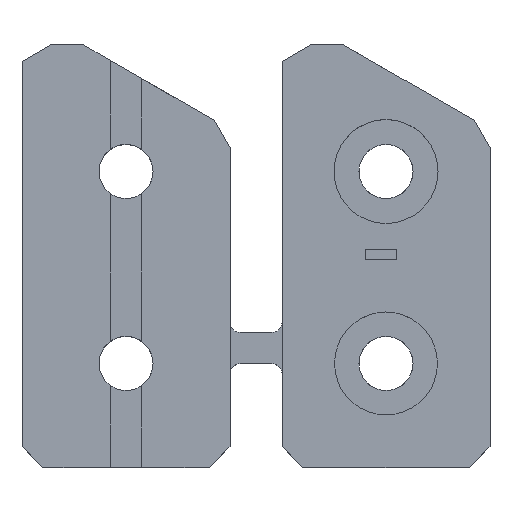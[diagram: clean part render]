
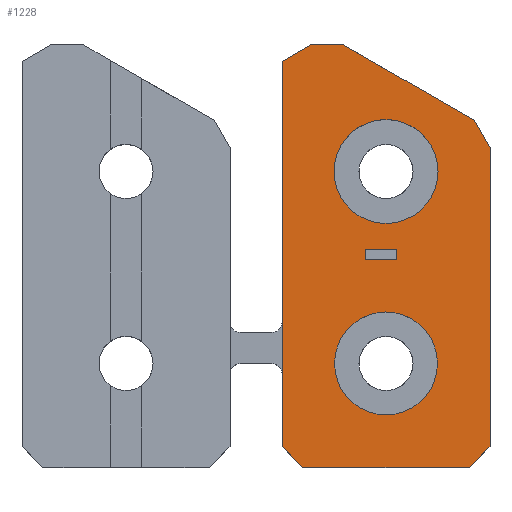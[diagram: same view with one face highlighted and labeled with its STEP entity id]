
A CAD part, top view. The second image highlights one B-rep face of the part: STEP entity #1228.
In plain terms, the highlighted planar face has unit normal (0, 0, 1).
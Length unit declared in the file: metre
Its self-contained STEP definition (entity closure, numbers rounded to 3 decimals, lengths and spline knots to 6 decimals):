
#15=FACE_BOUND('',#162,.T.);
#16=FACE_BOUND('',#163,.T.);
#17=FACE_BOUND('',#164,.T.);
#37=CIRCLE('',#1301,0.005);
#46=CIRCLE('',#1328,0.00495);
#100=FACE_OUTER_BOUND('',#161,.T.);
#161=EDGE_LOOP('',(#945,#946,#947,#948,#949,#950,#951,#952,#953));
#162=EDGE_LOOP('',(#954,#955,#956,#957));
#163=EDGE_LOOP('',(#958));
#164=EDGE_LOOP('',(#959));
#197=LINE('',#1712,#341);
#201=LINE('',#1720,#345);
#204=LINE('',#1726,#348);
#207=LINE('',#1731,#351);
#229=LINE('',#1798,#373);
#271=LINE('',#1909,#415);
#274=LINE('',#1914,#418);
#277=LINE('',#1920,#421);
#280=LINE('',#1926,#424);
#283=LINE('',#1932,#427);
#285=LINE('',#1936,#429);
#287=LINE('',#1939,#431);
#288=LINE('',#1941,#432);
#341=VECTOR('',#1372,0.01);
#345=VECTOR('',#1378,0.01);
#348=VECTOR('',#1383,0.01);
#351=VECTOR('',#1388,0.01);
#373=VECTOR('',#1442,0.01);
#415=VECTOR('',#1544,0.01);
#418=VECTOR('',#1549,0.01);
#421=VECTOR('',#1554,0.01);
#424=VECTOR('',#1559,0.01);
#427=VECTOR('',#1564,0.01);
#429=VECTOR('',#1568,0.01);
#431=VECTOR('',#1572,0.01);
#432=VECTOR('',#1575,0.01);
#485=VERTEX_POINT('',#1710);
#486=VERTEX_POINT('',#1711);
#489=VERTEX_POINT('',#1719);
#491=VERTEX_POINT('',#1725);
#520=VERTEX_POINT('',#1795);
#521=VERTEX_POINT('',#1797);
#528=VERTEX_POINT('',#1823);
#559=VERTEX_POINT('',#1906);
#560=VERTEX_POINT('',#1908);
#561=VERTEX_POINT('',#1912);
#563=VERTEX_POINT('',#1918);
#565=VERTEX_POINT('',#1924);
#567=VERTEX_POINT('',#1930);
#568=VERTEX_POINT('',#1934);
#569=VERTEX_POINT('',#1942);
#605=EDGE_CURVE('',#485,#486,#197,.T.);
#609=EDGE_CURVE('',#486,#489,#201,.T.);
#612=EDGE_CURVE('',#489,#491,#204,.T.);
#615=EDGE_CURVE('',#491,#485,#207,.T.);
#647=EDGE_CURVE('',#521,#520,#229,.T.);
#662=EDGE_CURVE('',#528,#528,#37,.T.);
#703=EDGE_CURVE('',#560,#559,#271,.T.);
#706=EDGE_CURVE('',#559,#561,#274,.T.);
#709=EDGE_CURVE('',#561,#563,#277,.T.);
#712=EDGE_CURVE('',#563,#565,#280,.T.);
#715=EDGE_CURVE('',#567,#520,#283,.T.);
#717=EDGE_CURVE('',#567,#568,#285,.T.);
#719=EDGE_CURVE('',#560,#568,#287,.T.);
#720=EDGE_CURVE('',#521,#565,#288,.T.);
#721=EDGE_CURVE('',#569,#569,#46,.T.);
#945=ORIENTED_EDGE('',*,*,#715,.F.);
#946=ORIENTED_EDGE('',*,*,#717,.T.);
#947=ORIENTED_EDGE('',*,*,#719,.F.);
#948=ORIENTED_EDGE('',*,*,#703,.T.);
#949=ORIENTED_EDGE('',*,*,#706,.T.);
#950=ORIENTED_EDGE('',*,*,#709,.T.);
#951=ORIENTED_EDGE('',*,*,#712,.T.);
#952=ORIENTED_EDGE('',*,*,#720,.F.);
#953=ORIENTED_EDGE('',*,*,#647,.T.);
#954=ORIENTED_EDGE('',*,*,#605,.T.);
#955=ORIENTED_EDGE('',*,*,#609,.T.);
#956=ORIENTED_EDGE('',*,*,#612,.T.);
#957=ORIENTED_EDGE('',*,*,#615,.T.);
#958=ORIENTED_EDGE('',*,*,#662,.T.);
#959=ORIENTED_EDGE('',*,*,#721,.T.);
#1171=PLANE('',#1327);
#1228=ADVANCED_FACE('',(#100,#15,#16,#17),#1171,.T.);
#1301=AXIS2_PLACEMENT_3D('',#1825,#1472,#1473);
#1327=AXIS2_PLACEMENT_3D('',#1940,#1573,#1574);
#1328=AXIS2_PLACEMENT_3D('',#1943,#1576,#1577);
#1372=DIRECTION('',(1.,0.,0.));
#1378=DIRECTION('',(0.,-1.,0.));
#1383=DIRECTION('',(-1.,0.,0.));
#1388=DIRECTION('',(0.,1.,0.));
#1442=DIRECTION('',(0.,-1.,0.));
#1472=DIRECTION('center_axis',(0.,0.,-1.));
#1473=DIRECTION('ref_axis',(1.,0.,0.));
#1544=DIRECTION('',(0.,1.,0.));
#1549=DIRECTION('',(-0.5,0.866,0.));
#1554=DIRECTION('',(-0.866,0.5,0.));
#1559=DIRECTION('',(-1.,0.,0.));
#1564=DIRECTION('',(-0.707,0.707,0.));
#1568=DIRECTION('',(1.,0.,0.));
#1572=DIRECTION('',(-0.707,-0.707,0.));
#1573=DIRECTION('center_axis',(0.,0.,1.));
#1574=DIRECTION('ref_axis',(1.,0.,0.));
#1575=DIRECTION('',(0.866,0.5,0.));
#1576=DIRECTION('center_axis',(0.,0.,-1.));
#1577=DIRECTION('ref_axis',(1.,0.,0.));
#1710=CARTESIAN_POINT('',(0.033,0.021,0.009));
#1711=CARTESIAN_POINT('',(0.036,0.021,0.009));
#1712=CARTESIAN_POINT('',(0.0355,0.021,0.009));
#1719=CARTESIAN_POINT('',(0.036,0.02,0.009));
#1720=CARTESIAN_POINT('',(0.036,0.021012,0.009));
#1725=CARTESIAN_POINT('',(0.033,0.02,0.009));
#1726=CARTESIAN_POINT('',(0.034,0.02,0.009));
#1731=CARTESIAN_POINT('',(0.033,0.021512,0.009));
#1795=CARTESIAN_POINT('',(0.025,0.002,0.009));
#1797=CARTESIAN_POINT('',(0.025,0.039047,0.009));
#1798=CARTESIAN_POINT('',(0.025,0.022024,0.009));
#1823=CARTESIAN_POINT('',(0.03,0.028459,0.009));
#1825=CARTESIAN_POINT('Origin',(0.035,0.028459,0.009));
#1906=CARTESIAN_POINT('',(0.045,0.030768,0.009));
#1908=CARTESIAN_POINT('',(0.045,0.002,0.009));
#1909=CARTESIAN_POINT('',(0.045,0.019137,0.009));
#1912=CARTESIAN_POINT('',(0.0435,0.033366,0.009));
#1914=CARTESIAN_POINT('',(0.044893,0.030953,0.009));
#1918=CARTESIAN_POINT('',(0.03083,0.040681,0.009));
#1920=CARTESIAN_POINT('',(0.038518,0.036242,0.009));
#1924=CARTESIAN_POINT('',(0.02783,0.040681,0.009));
#1926=CARTESIAN_POINT('',(0.032915,0.040681,0.009));
#1930=CARTESIAN_POINT('',(0.027,0.,0.009));
#1932=CARTESIAN_POINT('',(0.022994,0.004006,0.009));
#1934=CARTESIAN_POINT('',(0.043,0.,0.009));
#1936=CARTESIAN_POINT('',(0.035,0.,0.009));
#1939=CARTESIAN_POINT('',(0.047006,0.004006,0.009));
#1940=CARTESIAN_POINT('Origin',(0.035,0.022024,0.009));
#1941=CARTESIAN_POINT('',(0.025064,0.039084,0.009));
#1942=CARTESIAN_POINT('',(0.03005,0.01,0.009));
#1943=CARTESIAN_POINT('Origin',(0.035,0.01,0.009));
